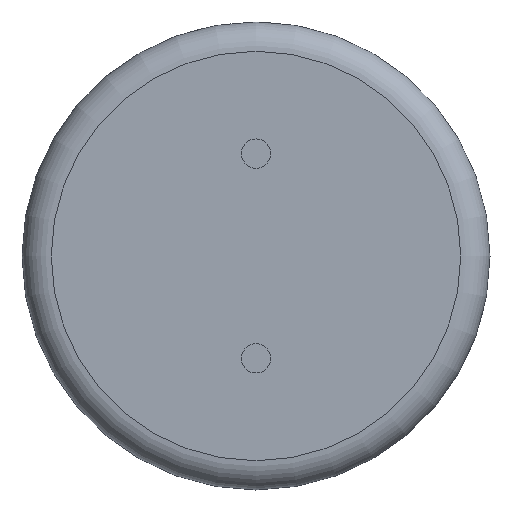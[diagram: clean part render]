
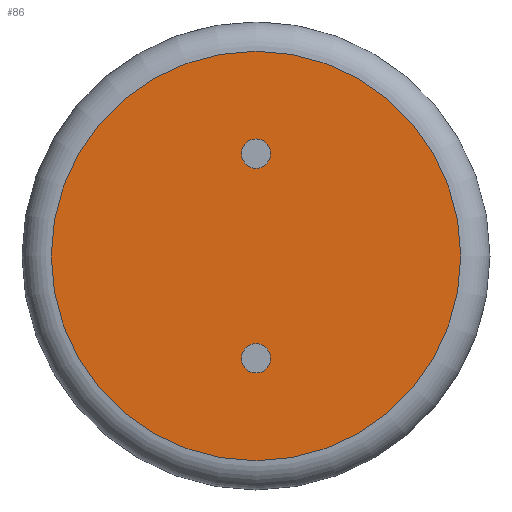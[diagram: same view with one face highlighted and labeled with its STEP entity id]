
A CAD part, front view. The second image highlights one B-rep face of the part: STEP entity #86.
In plain terms, the highlighted planar face has unit normal (0, -1, 0).
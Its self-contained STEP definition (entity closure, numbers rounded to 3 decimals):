
#86=ADVANCED_FACE('',(#196,#198,#200),#202,.T.);
#196=FACE_BOUND('',#197,.T.);
#197=EDGE_LOOP('',(#264));
#198=FACE_BOUND('',#199,.T.);
#199=EDGE_LOOP('',(#265));
#200=FACE_BOUND('',#201,.T.);
#201=EDGE_LOOP('',(#266));
#202=PLANE('',#203);
#203=AXIS2_PLACEMENT_3D('',#204,#205,#206);
#204=CARTESIAN_POINT('',(0.,0.,0.));
#205=DIRECTION('',(-0.,-1.,-0.));
#206=DIRECTION('',(1.,0.,0.));
#264=ORIENTED_EDGE('',*,*,#285,.T.);
#265=ORIENTED_EDGE('',*,*,#286,.F.);
#266=ORIENTED_EDGE('',*,*,#287,.F.);
#285=EDGE_CURVE('',#311,#311,#312,.T.);
#286=EDGE_CURVE('',#313,#313,#314,.T.);
#287=EDGE_CURVE('',#315,#315,#316,.T.);
#311=VERTEX_POINT('',#374);
#312=CIRCLE('',#375,3.5);
#313=VERTEX_POINT('',#379);
#314=CIRCLE('',#380,0.25);
#315=VERTEX_POINT('',#384);
#316=CIRCLE('',#385,0.25);
#374=CARTESIAN_POINT('',(3.5,0.,0.));
#375=AXIS2_PLACEMENT_3D('',#376,#377,#378);
#376=CARTESIAN_POINT('',(0.,0.,0.));
#377=DIRECTION('',(-0.,-1.,-0.));
#378=DIRECTION('',(1.,0.,0.));
#379=CARTESIAN_POINT('',(0.25,0.,1.75));
#380=AXIS2_PLACEMENT_3D('',#381,#382,#383);
#381=CARTESIAN_POINT('',(0.,0.,1.75));
#382=DIRECTION('',(-0.,-1.,-0.));
#383=DIRECTION('',(1.,0.,0.));
#384=CARTESIAN_POINT('',(0.25,0.,-1.75));
#385=AXIS2_PLACEMENT_3D('',#386,#387,#388);
#386=CARTESIAN_POINT('',(0.,0.,-1.75));
#387=DIRECTION('',(-0.,-1.,-0.));
#388=DIRECTION('',(1.,0.,0.));
